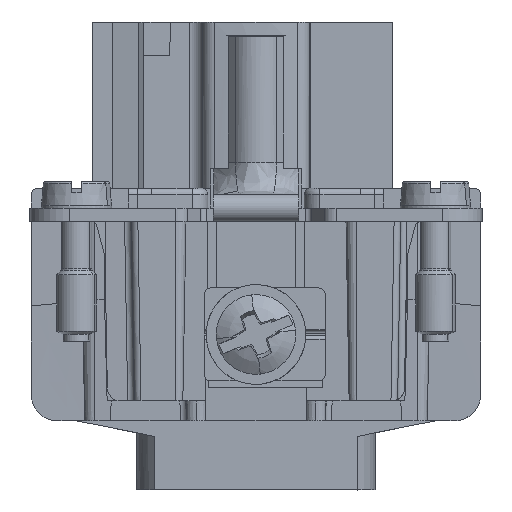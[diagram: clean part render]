
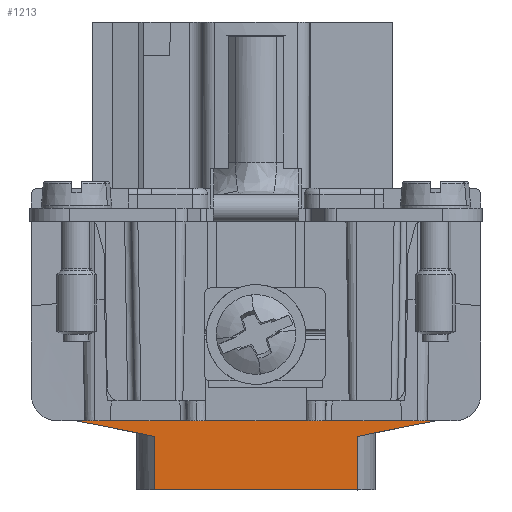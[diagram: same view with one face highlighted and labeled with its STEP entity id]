
A CAD part, front view. The second image highlights one B-rep face of the part: STEP entity #1213.
In plain terms, the highlighted planar face has unit normal (0, -1, 0).
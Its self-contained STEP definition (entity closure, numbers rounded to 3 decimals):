
#1081=AXIS2_PLACEMENT_3D('Plane Axis2P3D',#1078,#1079,#1080) ;
#1099=AXIS2_PLACEMENT_3D('Circle Axis2P3D',#1097,#1098,$) ;
#1127=AXIS2_PLACEMENT_3D('Circle Axis2P3D',#1125,#1126,$) ;
#1155=AXIS2_PLACEMENT_3D('Circle Axis2P3D',#1153,#1154,$) ;
#1183=AXIS2_PLACEMENT_3D('Circle Axis2P3D',#1181,#1182,$) ;
#523=CARTESIAN_POINT('Vertex',(24.638,15.45,0.)) ;
#526=CARTESIAN_POINT('Line Origine',(17.,15.45,0.)) ;
#530=CARTESIAN_POINT('Vertex',(9.362,15.45,0.)) ;
#1057=CARTESIAN_POINT('Line Origine',(9.362,15.45,4.925)) ;
#1061=CARTESIAN_POINT('Vertex',(9.362,15.45,4.03)) ;
#1078=CARTESIAN_POINT('Axis2P3D Location',(17.,15.45,20.2)) ;
#1083=CARTESIAN_POINT('Line Origine',(24.638,15.45,2.015)) ;
#1087=CARTESIAN_POINT('Vertex',(24.638,15.45,4.03)) ;
#1090=CARTESIAN_POINT('Line Origine',(27.554,15.45,4.616)) ;
#1094=CARTESIAN_POINT('Vertex',(30.47,15.45,5.201)) ;
#1097=CARTESIAN_POINT('Axis2P3D Location',(30.4,15.45,8.2)) ;
#1101=CARTESIAN_POINT('Vertex',(33.399,15.45,8.158)) ;
#1104=CARTESIAN_POINT('Line Origine',(33.45,15.45,11.729)) ;
#1108=CARTESIAN_POINT('Vertex',(33.5,15.45,15.3)) ;
#1111=CARTESIAN_POINT('Line Origine',(32.938,15.45,15.3)) ;
#1115=CARTESIAN_POINT('Vertex',(32.376,15.45,15.3)) ;
#1118=CARTESIAN_POINT('Line Origine',(32.376,15.45,11.75)) ;
#1122=CARTESIAN_POINT('Vertex',(32.376,15.45,8.2)) ;
#1125=CARTESIAN_POINT('Axis2P3D Location',(30.376,15.45,8.2)) ;
#1129=CARTESIAN_POINT('Vertex',(30.376,15.45,6.2)) ;
#1132=CARTESIAN_POINT('Line Origine',(30.299,15.45,6.2)) ;
#1136=CARTESIAN_POINT('Vertex',(30.222,15.45,6.2)) ;
#1139=CARTESIAN_POINT('Line Origine',(17.,15.45,6.2)) ;
#1143=CARTESIAN_POINT('Vertex',(3.778,15.45,6.2)) ;
#1146=CARTESIAN_POINT('Line Origine',(3.701,15.45,6.2)) ;
#1150=CARTESIAN_POINT('Vertex',(3.624,15.45,6.2)) ;
#1153=CARTESIAN_POINT('Axis2P3D Location',(3.624,15.45,8.2)) ;
#1157=CARTESIAN_POINT('Vertex',(1.624,15.45,8.2)) ;
#1160=CARTESIAN_POINT('Line Origine',(1.624,15.45,11.75)) ;
#1164=CARTESIAN_POINT('Vertex',(1.624,15.45,15.3)) ;
#1167=CARTESIAN_POINT('Line Origine',(1.062,15.45,15.3)) ;
#1171=CARTESIAN_POINT('Vertex',(0.5,15.45,15.3)) ;
#1174=CARTESIAN_POINT('Line Origine',(0.55,15.45,11.729)) ;
#1178=CARTESIAN_POINT('Vertex',(0.601,15.45,8.158)) ;
#1181=CARTESIAN_POINT('Axis2P3D Location',(3.6,15.45,8.2)) ;
#1185=CARTESIAN_POINT('Vertex',(3.53,15.45,5.201)) ;
#1188=CARTESIAN_POINT('Line Origine',(6.446,15.45,4.616)) ;
#527=DIRECTION('Vector Direction',(1.,0.,0.)) ;
#1058=DIRECTION('Vector Direction',(0.,0.,1.)) ;
#1079=DIRECTION('Axis2P3D Direction',(0.,1.,0.)) ;
#1080=DIRECTION('Axis2P3D XDirection',(-1.,0.,0.)) ;
#1084=DIRECTION('Vector Direction',(0.,0.,-1.)) ;
#1091=DIRECTION('Vector Direction',(0.98,0.,0.197)) ;
#1098=DIRECTION('Axis2P3D Direction',(0.,1.,0.)) ;
#1105=DIRECTION('Vector Direction',(0.014,0.,1.)) ;
#1112=DIRECTION('Vector Direction',(-1.,0.,0.)) ;
#1119=DIRECTION('Vector Direction',(0.,0.,-1.)) ;
#1126=DIRECTION('Axis2P3D Direction',(0.,1.,0.)) ;
#1133=DIRECTION('Vector Direction',(1.,0.,0.)) ;
#1140=DIRECTION('Vector Direction',(1.,0.,0.)) ;
#1147=DIRECTION('Vector Direction',(1.,0.,0.)) ;
#1154=DIRECTION('Axis2P3D Direction',(0.,1.,0.)) ;
#1161=DIRECTION('Vector Direction',(0.,0.,-1.)) ;
#1168=DIRECTION('Vector Direction',(1.,0.,0.)) ;
#1175=DIRECTION('Vector Direction',(-0.014,0.,1.)) ;
#1182=DIRECTION('Axis2P3D Direction',(0.,1.,0.)) ;
#1189=DIRECTION('Vector Direction',(-0.98,0.,0.197)) ;
#528=VECTOR('Line Direction',#527,1.) ;
#1059=VECTOR('Line Direction',#1058,1.) ;
#1085=VECTOR('Line Direction',#1084,1.) ;
#1092=VECTOR('Line Direction',#1091,1.) ;
#1106=VECTOR('Line Direction',#1105,1.) ;
#1113=VECTOR('Line Direction',#1112,1.) ;
#1120=VECTOR('Line Direction',#1119,1.) ;
#1134=VECTOR('Line Direction',#1133,1.) ;
#1141=VECTOR('Line Direction',#1140,1.) ;
#1148=VECTOR('Line Direction',#1147,1.) ;
#1162=VECTOR('Line Direction',#1161,1.) ;
#1169=VECTOR('Line Direction',#1168,1.) ;
#1176=VECTOR('Line Direction',#1175,1.) ;
#1190=VECTOR('Line Direction',#1189,1.) ;
#1194=ORIENTED_EDGE('',*,*,#1063,.F.) ;
#1195=ORIENTED_EDGE('',*,*,#532,.F.) ;
#1196=ORIENTED_EDGE('',*,*,#1089,.F.) ;
#1197=ORIENTED_EDGE('',*,*,#1096,.T.) ;
#1198=ORIENTED_EDGE('',*,*,#1103,.T.) ;
#1199=ORIENTED_EDGE('',*,*,#1110,.T.) ;
#1200=ORIENTED_EDGE('',*,*,#1117,.T.) ;
#1201=ORIENTED_EDGE('',*,*,#1124,.T.) ;
#1202=ORIENTED_EDGE('',*,*,#1131,.T.) ;
#1203=ORIENTED_EDGE('',*,*,#1138,.F.) ;
#1204=ORIENTED_EDGE('',*,*,#1145,.F.) ;
#1205=ORIENTED_EDGE('',*,*,#1152,.T.) ;
#1206=ORIENTED_EDGE('',*,*,#1159,.F.) ;
#1207=ORIENTED_EDGE('',*,*,#1166,.F.) ;
#1208=ORIENTED_EDGE('',*,*,#1173,.F.) ;
#1209=ORIENTED_EDGE('',*,*,#1180,.F.) ;
#1210=ORIENTED_EDGE('',*,*,#1187,.F.) ;
#1211=ORIENTED_EDGE('',*,*,#1192,.F.) ;
#1213=ADVANCED_FACE('Hauptk\X2\00F6\X0\rper',(#1212),#1082,.F.) ;
#1100=CIRCLE('generated circle',#1099,3.) ;
#1128=CIRCLE('generated circle',#1127,2.) ;
#1156=CIRCLE('generated circle',#1155,2.) ;
#1184=CIRCLE('generated circle',#1183,3.) ;
#532=EDGE_CURVE('',#524,#531,#529,.F.) ;
#1063=EDGE_CURVE('',#531,#1062,#1060,.T.) ;
#1089=EDGE_CURVE('',#1088,#524,#1086,.T.) ;
#1096=EDGE_CURVE('',#1088,#1095,#1093,.T.) ;
#1103=EDGE_CURVE('',#1095,#1102,#1100,.F.) ;
#1110=EDGE_CURVE('',#1102,#1109,#1107,.T.) ;
#1117=EDGE_CURVE('',#1109,#1116,#1114,.T.) ;
#1124=EDGE_CURVE('',#1116,#1123,#1121,.T.) ;
#1131=EDGE_CURVE('',#1123,#1130,#1128,.T.) ;
#1138=EDGE_CURVE('',#1137,#1130,#1135,.T.) ;
#1145=EDGE_CURVE('',#1144,#1137,#1142,.T.) ;
#1152=EDGE_CURVE('',#1144,#1151,#1149,.F.) ;
#1159=EDGE_CURVE('',#1158,#1151,#1156,.F.) ;
#1166=EDGE_CURVE('',#1165,#1158,#1163,.T.) ;
#1173=EDGE_CURVE('',#1172,#1165,#1170,.T.) ;
#1180=EDGE_CURVE('',#1179,#1172,#1177,.T.) ;
#1187=EDGE_CURVE('',#1186,#1179,#1184,.T.) ;
#1192=EDGE_CURVE('',#1062,#1186,#1191,.T.) ;
#1193=EDGE_LOOP('',(#1194,#1195,#1196,#1197,#1198,#1199,#1200,#1201,#1202,#1203,#1204,#1205,#1206,#1207,#1208,#1209,#1210,#1211)) ;
#1212=FACE_OUTER_BOUND('',#1193,.T.) ;
#529=LINE('Line',#526,#528) ;
#1060=LINE('Line',#1057,#1059) ;
#1086=LINE('Line',#1083,#1085) ;
#1093=LINE('Line',#1090,#1092) ;
#1107=LINE('Line',#1104,#1106) ;
#1114=LINE('Line',#1111,#1113) ;
#1121=LINE('Line',#1118,#1120) ;
#1135=LINE('Line',#1132,#1134) ;
#1142=LINE('Line',#1139,#1141) ;
#1149=LINE('Line',#1146,#1148) ;
#1163=LINE('Line',#1160,#1162) ;
#1170=LINE('Line',#1167,#1169) ;
#1177=LINE('Line',#1174,#1176) ;
#1191=LINE('Line',#1188,#1190) ;
#1082=PLANE('',#1081) ;
#524=VERTEX_POINT('',#523) ;
#531=VERTEX_POINT('',#530) ;
#1062=VERTEX_POINT('',#1061) ;
#1088=VERTEX_POINT('',#1087) ;
#1095=VERTEX_POINT('',#1094) ;
#1102=VERTEX_POINT('',#1101) ;
#1109=VERTEX_POINT('',#1108) ;
#1116=VERTEX_POINT('',#1115) ;
#1123=VERTEX_POINT('',#1122) ;
#1130=VERTEX_POINT('',#1129) ;
#1137=VERTEX_POINT('',#1136) ;
#1144=VERTEX_POINT('',#1143) ;
#1151=VERTEX_POINT('',#1150) ;
#1158=VERTEX_POINT('',#1157) ;
#1165=VERTEX_POINT('',#1164) ;
#1172=VERTEX_POINT('',#1171) ;
#1179=VERTEX_POINT('',#1178) ;
#1186=VERTEX_POINT('',#1185) ;
